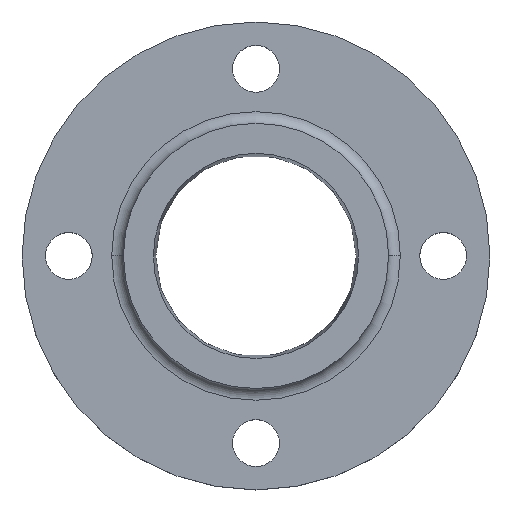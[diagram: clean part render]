
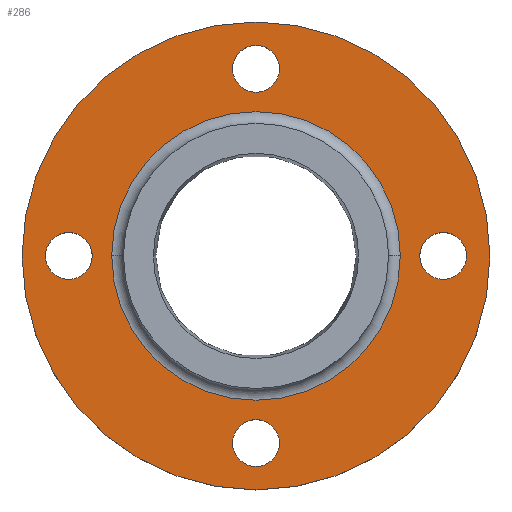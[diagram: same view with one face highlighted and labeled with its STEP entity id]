
A CAD part, top view. The second image highlights one B-rep face of the part: STEP entity #286.
In plain terms, the highlighted planar face has unit normal (0, 0, 1).
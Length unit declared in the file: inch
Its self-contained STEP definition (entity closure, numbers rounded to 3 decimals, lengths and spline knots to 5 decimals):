
#2 = DIRECTION ( 'NONE',  ( -1., 0., 0. ) ) ;
#4 = EDGE_LOOP ( 'NONE', ( #357, #639 ) ) ;
#6 = CARTESIAN_POINT ( 'NONE',  ( 0., 0., -0.282 ) ) ;
#7 = CARTESIAN_POINT ( 'NONE',  ( -2.625, 0., -0.282 ) ) ;
#12 = VERTEX_POINT ( 'NONE', #33 ) ;
#16 = ORIENTED_EDGE ( 'NONE', *, *, #173, .T. ) ;
#17 = CARTESIAN_POINT ( 'NONE',  ( -3.75, 0., -0.282 ) ) ;
#21 = EDGE_CURVE ( 'NONE', #423, #193, #501, .T. ) ;
#22 = AXIS2_PLACEMENT_3D ( 'NONE', #6, #621, #279 ) ;
#32 = EDGE_CURVE ( 'NONE', #536, #496, #65, .T. ) ;
#33 = CARTESIAN_POINT ( 'NONE',  ( -0.375, -3., -0.282 ) ) ;
#41 = AXIS2_PLACEMENT_3D ( 'NONE', #215, #607, #363 ) ;
#54 = AXIS2_PLACEMENT_3D ( 'NONE', #387, #396, #252 ) ;
#56 = DIRECTION ( 'NONE',  ( -1., 0., 0. ) ) ;
#57 = CARTESIAN_POINT ( 'NONE',  ( 3., 0., -0.282 ) ) ;
#60 = EDGE_CURVE ( 'NONE', #496, #536, #147, .T. ) ;
#63 = CARTESIAN_POINT ( 'NONE',  ( -3., 0., -0.282 ) ) ;
#65 = CIRCLE ( 'NONE', #54, 0.375 ) ;
#69 = ORIENTED_EDGE ( 'NONE', *, *, #60, .T. ) ;
#86 = CARTESIAN_POINT ( 'NONE',  ( 2.313, 0., -0.282 ) ) ;
#88 = ORIENTED_EDGE ( 'NONE', *, *, #593, .T. ) ;
#95 = ORIENTED_EDGE ( 'NONE', *, *, #506, .T. ) ;
#96 = CARTESIAN_POINT ( 'NONE',  ( 0.375, -3., -0.282 ) ) ;
#112 = CIRCLE ( 'NONE', #559, 3.75 ) ;
#117 = VERTEX_POINT ( 'NONE', #492 ) ;
#119 = DIRECTION ( 'NONE',  ( 0., 0., -1. ) ) ;
#122 = CARTESIAN_POINT ( 'NONE',  ( 0., 0., -0.282 ) ) ;
#133 = DIRECTION ( 'NONE',  ( -1., 0., 0. ) ) ;
#147 = CIRCLE ( 'NONE', #489, 0.375 ) ;
#148 = CARTESIAN_POINT ( 'NONE',  ( 0., -3., -0.282 ) ) ;
#152 = PLANE ( 'NONE',  #502 ) ;
#154 = VERTEX_POINT ( 'NONE', #86 ) ;
#170 = DIRECTION ( 'NONE',  ( 0., 0., -1. ) ) ;
#172 = CARTESIAN_POINT ( 'NONE',  ( 3.75, 0., -0.282 ) ) ;
#173 = EDGE_CURVE ( 'NONE', #12, #283, #541, .T. ) ;
#177 = CIRCLE ( 'NONE', #22, 3.75 ) ;
#184 = DIRECTION ( 'NONE',  ( 0., 0., -1. ) ) ;
#193 = VERTEX_POINT ( 'NONE', #625 ) ;
#200 = AXIS2_PLACEMENT_3D ( 'NONE', #399, #310, #507 ) ;
#203 = FACE_OUTER_BOUND ( 'NONE', #585, .T. ) ;
#207 = CIRCLE ( 'NONE', #322, 0.375 ) ;
#215 = CARTESIAN_POINT ( 'NONE',  ( -3., 0., -0.282 ) ) ;
#220 = EDGE_LOOP ( 'NONE', ( #95, #16 ) ) ;
#222 = DIRECTION ( 'NONE',  ( -1., 0., 0. ) ) ;
#225 = ORIENTED_EDGE ( 'NONE', *, *, #532, .T. ) ;
#227 = CARTESIAN_POINT ( 'NONE',  ( -0.375, 3., -0.282 ) ) ;
#235 = DIRECTION ( 'NONE',  ( -1., 0., 0. ) ) ;
#239 = ORIENTED_EDGE ( 'NONE', *, *, #21, .T. ) ;
#252 = DIRECTION ( 'NONE',  ( -1., 0., 0. ) ) ;
#259 = FACE_BOUND ( 'NONE', #4, .T. ) ;
#260 = EDGE_LOOP ( 'NONE', ( #295, #69 ) ) ;
#270 = EDGE_LOOP ( 'NONE', ( #636, #225 ) ) ;
#279 = DIRECTION ( 'NONE',  ( 1., 0., 0. ) ) ;
#283 = VERTEX_POINT ( 'NONE', #96 ) ;
#286 = ADVANCED_FACE ( 'NONE', ( #598, #405, #259, #453, #606, #203 ), #152, .F. ) ;
#295 = ORIENTED_EDGE ( 'NONE', *, *, #32, .T. ) ;
#305 = AXIS2_PLACEMENT_3D ( 'NONE', #148, #534, #235 ) ;
#310 = DIRECTION ( 'NONE',  ( 0., 0., -1. ) ) ;
#317 = DIRECTION ( 'NONE',  ( -1., 0., 0. ) ) ;
#322 = AXIS2_PLACEMENT_3D ( 'NONE', #615, #119, #222 ) ;
#343 = AXIS2_PLACEMENT_3D ( 'NONE', #57, #170, #317 ) ;
#347 = DIRECTION ( 'NONE',  ( -1., 0., 0. ) ) ;
#353 = EDGE_LOOP ( 'NONE', ( #239, #380 ) ) ;
#357 = ORIENTED_EDGE ( 'NONE', *, *, #445, .T. ) ;
#363 = DIRECTION ( 'NONE',  ( -1., 0., 0. ) ) ;
#378 = EDGE_CURVE ( 'NONE', #617, #154, #595, .T. ) ;
#380 = ORIENTED_EDGE ( 'NONE', *, *, #462, .T. ) ;
#382 = DIRECTION ( 'NONE',  ( 0., 0., -1. ) ) ;
#387 = CARTESIAN_POINT ( 'NONE',  ( 0., 3., -0.282 ) ) ;
#396 = DIRECTION ( 'NONE',  ( 0., 0., -1. ) ) ;
#399 = CARTESIAN_POINT ( 'NONE',  ( 0., 0., -0.282 ) ) ;
#405 = FACE_BOUND ( 'NONE', #220, .T. ) ;
#423 = VERTEX_POINT ( 'NONE', #564 ) ;
#425 = DIRECTION ( 'NONE',  ( 0., 0., -1. ) ) ;
#431 = VERTEX_POINT ( 'NONE', #7 ) ;
#445 = EDGE_CURVE ( 'NONE', #431, #117, #609, .T. ) ;
#449 = DIRECTION ( 'NONE',  ( 0., 0., -1. ) ) ;
#453 = FACE_BOUND ( 'NONE', #260, .T. ) ;
#461 = DIRECTION ( 'NONE',  ( 0., 0., 1. ) ) ;
#462 = EDGE_CURVE ( 'NONE', #193, #423, #465, .T. ) ;
#465 = CIRCLE ( 'NONE', #343, 0.375 ) ;
#489 = AXIS2_PLACEMENT_3D ( 'NONE', #555, #449, #2 ) ;
#492 = CARTESIAN_POINT ( 'NONE',  ( -3.375, 0., -0.282 ) ) ;
#496 = VERTEX_POINT ( 'NONE', #227 ) ;
#501 = CIRCLE ( 'NONE', #582, 0.375 ) ;
#502 = AXIS2_PLACEMENT_3D ( 'NONE', #604, #503, #347 ) ;
#503 = DIRECTION ( 'NONE',  ( 0., 0., -1. ) ) ;
#506 = EDGE_CURVE ( 'NONE', #283, #12, #207, .T. ) ;
#507 = DIRECTION ( 'NONE',  ( -1., 0., 0. ) ) ;
#513 = EDGE_CURVE ( 'NONE', #117, #431, #619, .T. ) ;
#515 = CARTESIAN_POINT ( 'NONE',  ( 0., 0., -0.282 ) ) ;
#519 = CARTESIAN_POINT ( 'NONE',  ( 0.375, 3., -0.282 ) ) ;
#526 = VERTEX_POINT ( 'NONE', #172 ) ;
#532 = EDGE_CURVE ( 'NONE', #154, #617, #569, .T. ) ;
#534 = DIRECTION ( 'NONE',  ( 0., 0., -1. ) ) ;
#536 = VERTEX_POINT ( 'NONE', #519 ) ;
#541 = CIRCLE ( 'NONE', #305, 0.375 ) ;
#548 = AXIS2_PLACEMENT_3D ( 'NONE', #122, #184, #56 ) ;
#555 = CARTESIAN_POINT ( 'NONE',  ( 0., 3., -0.282 ) ) ;
#559 = AXIS2_PLACEMENT_3D ( 'NONE', #515, #461, #574 ) ;
#564 = CARTESIAN_POINT ( 'NONE',  ( 3.375, 0., -0.282 ) ) ;
#565 = CARTESIAN_POINT ( 'NONE',  ( -2.313, 0., -0.282 ) ) ;
#569 = CIRCLE ( 'NONE', #548, 2.313 ) ;
#572 = VERTEX_POINT ( 'NONE', #17 ) ;
#574 = DIRECTION ( 'NONE',  ( 1., 0., 0. ) ) ;
#578 = ORIENTED_EDGE ( 'NONE', *, *, #580, .T. ) ;
#580 = EDGE_CURVE ( 'NONE', #572, #526, #177, .T. ) ;
#582 = AXIS2_PLACEMENT_3D ( 'NONE', #584, #382, #133 ) ;
#584 = CARTESIAN_POINT ( 'NONE',  ( 3., 0., -0.282 ) ) ;
#585 = EDGE_LOOP ( 'NONE', ( #88, #578 ) ) ;
#593 = EDGE_CURVE ( 'NONE', #526, #572, #112, .T. ) ;
#595 = CIRCLE ( 'NONE', #200, 2.313 ) ;
#598 = FACE_BOUND ( 'NONE', #353, .T. ) ;
#604 = CARTESIAN_POINT ( 'NONE',  ( 0., 2.125, -0.282 ) ) ;
#606 = FACE_BOUND ( 'NONE', #270, .T. ) ;
#607 = DIRECTION ( 'NONE',  ( 0., 0., -1. ) ) ;
#608 = DIRECTION ( 'NONE',  ( -1., 0., 0. ) ) ;
#609 = CIRCLE ( 'NONE', #41, 0.375 ) ;
#615 = CARTESIAN_POINT ( 'NONE',  ( 0., -3., -0.282 ) ) ;
#617 = VERTEX_POINT ( 'NONE', #565 ) ;
#619 = CIRCLE ( 'NONE', #651, 0.375 ) ;
#621 = DIRECTION ( 'NONE',  ( 0., 0., 1. ) ) ;
#625 = CARTESIAN_POINT ( 'NONE',  ( 2.625, 0., -0.282 ) ) ;
#636 = ORIENTED_EDGE ( 'NONE', *, *, #378, .T. ) ;
#639 = ORIENTED_EDGE ( 'NONE', *, *, #513, .T. ) ;
#651 = AXIS2_PLACEMENT_3D ( 'NONE', #63, #425, #608 ) ;
